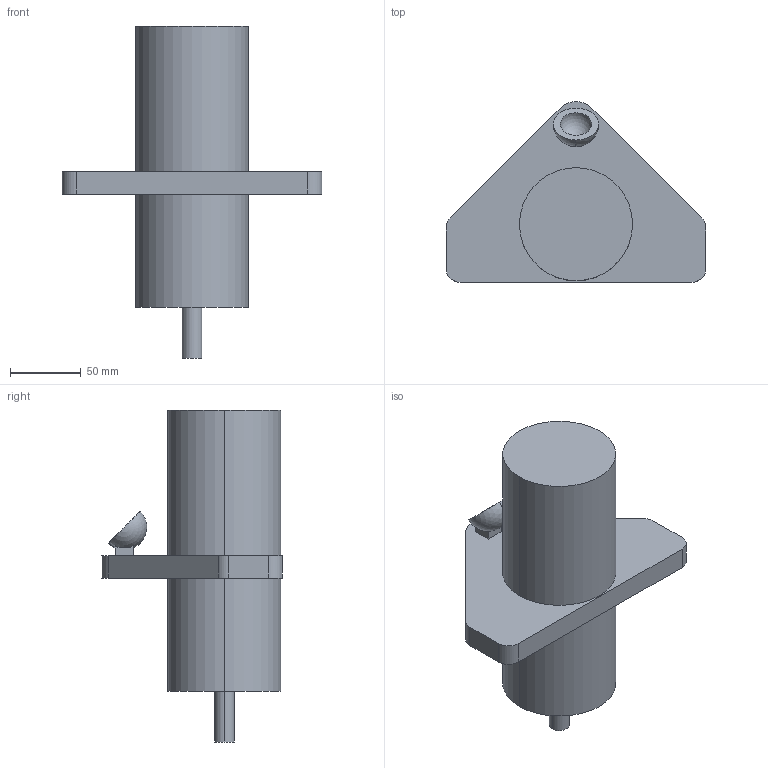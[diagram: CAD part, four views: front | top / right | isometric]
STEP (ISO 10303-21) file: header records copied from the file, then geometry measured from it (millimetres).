
FILE_DESCRIPTION (( 'STEP AP203' ), '1' );
FILE_NAME ('并联模块动平台2_V2_默认_sldprt.STEP', '2023-05-04T08:00:00', ( '' ), ( '' ), 'SwSTEP 2.0', 'SolidWorks 2018', '' );
FILE_SCHEMA (( 'CONFIG_CONTROL_DESIGN' ));
Length unit declared in the file: millimetre
Products named in the file (1): 并联模块动平台2_V2_默认_sldprt
Bounding box: 184 x 127.94 x 235 mm (x, y, z)
Volume: 1190815 mm3; surface area: 91340.2 mm2
Topology: 1 solids, 1 shells, 41 faces, 100 edges, 67 vertices
Faces by surface type: cylinder 19, plane 19, sphere 3
Entity records: 1259 total; most frequent: DIRECTION 228, CARTESIAN_POINT 198, ORIENTED_EDGE 186, AXIS2_PLACEMENT_3D 93, EDGE_CURVE 93, VERTEX_POINT 63, CIRCLE 51, EDGE_LOOP 50
